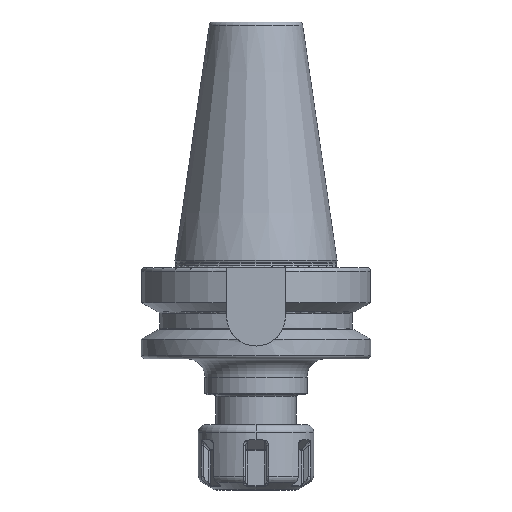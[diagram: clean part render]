
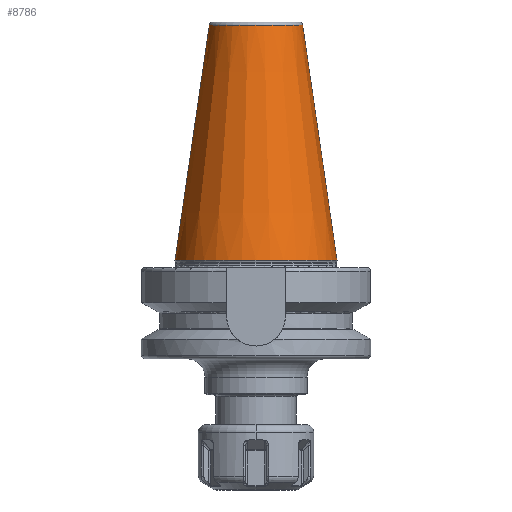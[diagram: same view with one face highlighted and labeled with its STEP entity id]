
A CAD part, left-side view. The second image highlights one B-rep face of the part: STEP entity #8786.
In plain terms, the highlighted conical face has half-angle 8.297 degrees and reference radius 17.519 mm.
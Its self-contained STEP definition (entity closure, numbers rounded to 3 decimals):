
#2787=CARTESIAN_POINT('',(0,0,91.544));
#2788=DIRECTION('',(0,0,1));
#2789=DIRECTION('',(0,1,0));
#2790=AXIS2_PLACEMENT_3D('',#2787,#2788,#2789);
#2792=DIRECTION('',(0.,0.144,0.99));
#2793=VECTOR('',#2792,65.227);
#2794=CARTESIAN_POINT('',(0,-22.225,27));
#2795=LINE('',#2794,#2793);
#2796=CARTESIAN_POINT('',(0,0,27));
#2797=DIRECTION('',(0,0,1));
#2798=DIRECTION('',(0,1,0));
#2799=AXIS2_PLACEMENT_3D('',#2796,#2797,#2798);
#2801=DIRECTION('',(0.,-0.144,0.99));
#2802=VECTOR('',#2801,65.227);
#2803=CARTESIAN_POINT('',(0,22.225,27));
#2804=LINE('',#2803,#2802);
#3720=CARTESIAN_POINT('',(0,22.225,27));
#3722=VERTEX_POINT('',#3720);
#3736=CARTESIAN_POINT('',(0,-22.225,27));
#3738=VERTEX_POINT('',#3736);
#3763=CARTESIAN_POINT('',(0,12.812,91.544));
#3764=CARTESIAN_POINT('',(0,-12.812,91.544));
#3765=VERTEX_POINT('',#3763);
#3766=VERTEX_POINT('',#3764);
#8772=CARTESIAN_POINT('',(0,0,59.272));
#8773=DIRECTION('',(0,0,-1));
#8774=DIRECTION('',(0,-1,0));
#8775=AXIS2_PLACEMENT_3D('',#8772,#8773,#8774);
#8776=CONICAL_SURFACE('',#8775,17.519,8.297);
#8778=ORIENTED_EDGE('',*,*,#8777,.T.);
#8780=ORIENTED_EDGE('',*,*,#8779,.F.);
#8781=ORIENTED_EDGE('',*,*,#8765,.F.);
#8783=ORIENTED_EDGE('',*,*,#8782,.T.);
#8784=EDGE_LOOP('',(#8778,#8780,#8781,#8783));
#8785=FACE_OUTER_BOUND('',#8784,.F.);
#8786=ADVANCED_FACE('',(#8785),#8776,.T.);
#2791=CIRCLE('',#2790,12.812);
#2800=CIRCLE('',#2799,22.225);
#8765=EDGE_CURVE('',#3722,#3738,#2800,.T.);
#8777=EDGE_CURVE('',#3765,#3766,#2791,.T.);
#8779=EDGE_CURVE('',#3738,#3766,#2795,.T.);
#8782=EDGE_CURVE('',#3722,#3765,#2804,.T.);
